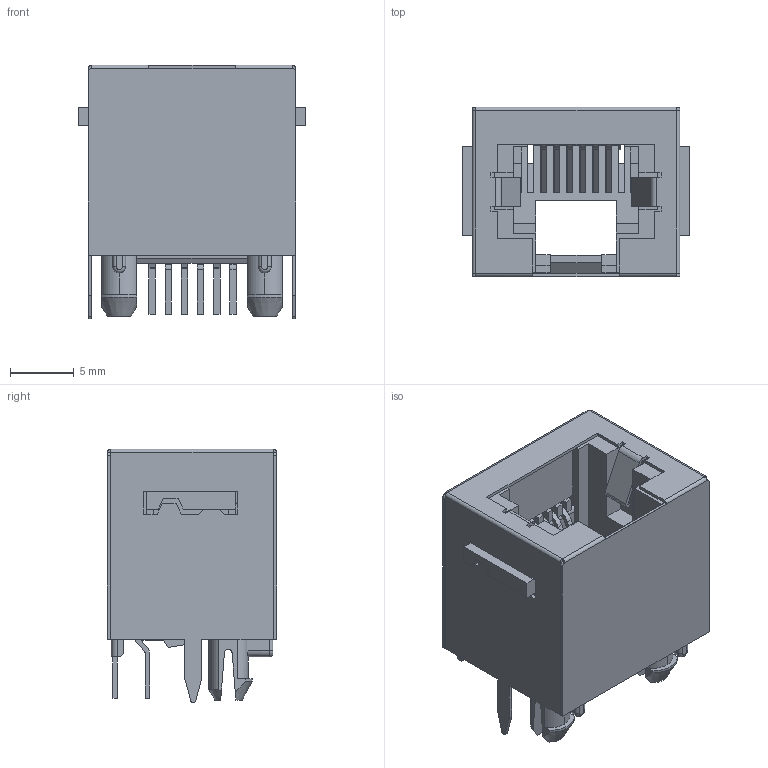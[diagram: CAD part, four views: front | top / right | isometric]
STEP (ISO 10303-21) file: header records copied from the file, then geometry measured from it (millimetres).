
FILE_DESCRIPTION (( 'STEP AP214' ), '1' );
FILE_NAME ('CUI_DEVICES_CRJ024-1-TH.step', '2023-02-08T16:24:52', ( '' ), ( '' ), 'SwSTEP 2.0', 'SolidWorks 2022', '' );
FILE_SCHEMA (( 'AUTOMOTIVE_DESIGN' ));
Length unit declared in the file: inch
Products named in the file (1): CUI_DEVICES_CRJ024-1-TH
Bounding box: 17.8 x 13.3 x 19.9 mm (x, y, z)
Volume: 1548.4 mm3; surface area: 4426.8 mm2
Topology: 15 solids, 15 shells, 584 faces, 1594 edges, 1029 vertices
Faces by surface type: plane 451, cylinder 121, sphere 6, cone 4, torus 2
Entity records: 25985 total; most frequent: CARTESIAN_POINT 3290, ORIENTED_EDGE 3176, DIRECTION 2977, EDGE_CURVE 1588, VECTOR 1321, LINE 1321, VERTEX_POINT 1029, AXIS2_PLACEMENT_3D 828
